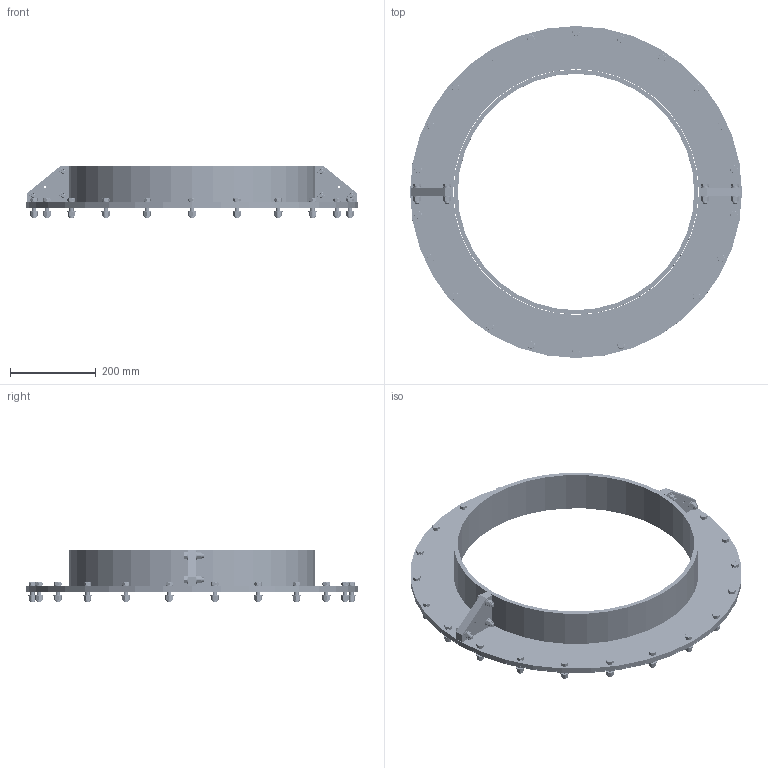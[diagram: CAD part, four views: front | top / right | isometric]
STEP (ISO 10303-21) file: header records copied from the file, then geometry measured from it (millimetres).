
FILE_DESCRIPTION((''),'2;1');
FILE_NAME('SLFORI550.stp','2018-02-02T10:33:09',(''),(''),'Autodesk Inventor 2013','Autodesk Inventor 2013','');
FILE_SCHEMA(('AUTOMOTIVE_DESIGN { 1 0 10303 214 1 1 1 1 }'));
Length unit declared in the file: millimetre
Products named in the file (14): SLFO RI; SLFO RI 550 HALF; SLEEVE-550; FLANGE-550; FRP_6x20; SLFO RI 100-644 EAR; Screw Kit M10X40 L20,4 mm; ISO 4017 M10 x 40; ISO 7089 10 - 140 HV; Locking nut M10; SLFO RI 225-644 GASKET SMALL; Mount KIT M10; TREDO M10; GASKET 550
Assembly tree (46 placements, depth 3):
  SLFO RI
    SLFO RI 550 HALF  x2
      SLEEVE-550
      FLANGE-550
      FRP_6x20
      SLFO RI 100-644 EAR
    Screw Kit M10X40 L20,4 mm  x6
      ISO 4017 M10 x 40
      ISO 7089 10 - 140 HV
      Locking nut M10
    SLFO RI 225-644 GASKET SMALL  x2
    Mount KIT M10  x22
      ISO 7089 10 - 140 HV
      TREDO M10
      ISO 4017 M10 x 40
      Locking nut M10
    GASKET 550
Bounding box: 775 x 775 x 123 mm (x, y, z)
Volume: 4400339.2 mm3; surface area: 1222214.2 mm2
Topology: 125 solids, 125 shells, 2670 faces, 6222 edges, 3986 vertices
Faces by surface type: cone 1000, plane 812, cylinder 686, torus 172
Full cylindrical faces by diameter (mm): 6.7 x4, 8.376 x168, 10 x52, 10.108 x28, 10.5 x34, 10.7 x44, 12 x28, 12.3 x12, 12.5 x22, 14.084 x28, 14.63 x28, 16 x22, 20 x34, 715 x1, 775 x1
Entity records: 5488 total; most frequent: DIRECTION 930, CARTESIAN_POINT 886, ORIENTED_EDGE 632, AXIS2_PLACEMENT_3D 420, EDGE_LOOP 358, EDGE_CURVE 316, VERTEX_POINT 256, CIRCLE 186
